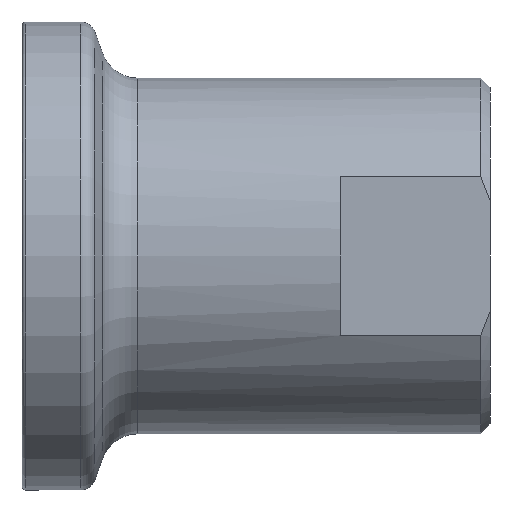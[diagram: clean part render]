
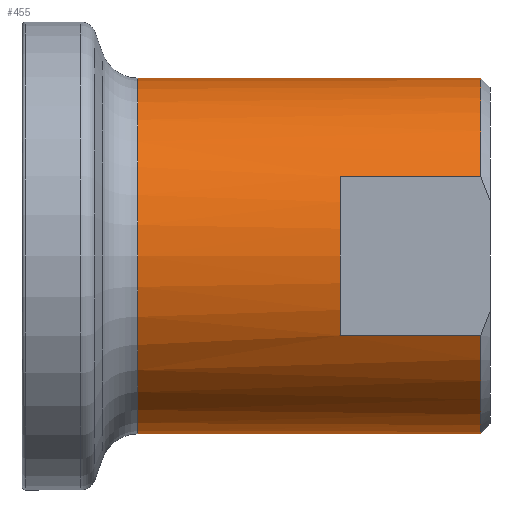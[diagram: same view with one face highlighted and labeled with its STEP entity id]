
A CAD part, front view. The second image highlights one B-rep face of the part: STEP entity #455.
In plain terms, the highlighted cylindrical face has radius 9.5 mm (diameter 19 mm), a partial arc.
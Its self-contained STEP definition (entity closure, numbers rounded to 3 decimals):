
#25 = ORIENTED_EDGE ( 'NONE', *, *, #162, .T. ) ;
#27 = ORIENTED_EDGE ( 'NONE', *, *, #90, .T. ) ;
#32 = ORIENTED_EDGE ( 'NONE', *, *, #1031, .T. ) ;
#50 = CARTESIAN_POINT ( 'NONE',  ( 17., 0., 0. ) ) ;
#90 = EDGE_CURVE ( 'NONE', #918, #1210, #570, .T. ) ;
#92 = DIRECTION ( 'NONE',  ( 1., 0., 0. ) ) ;
#111 = LINE ( 'NONE', #199, #156 ) ;
#130 = CARTESIAN_POINT ( 'NONE',  ( 0., -8.5, -4.243 ) ) ;
#151 = VECTOR ( 'NONE', #92, 1000. ) ;
#156 = VECTOR ( 'NONE', #484, 1000. ) ;
#158 = VERTEX_POINT ( 'NONE', #1137 ) ;
#161 = ORIENTED_EDGE ( 'NONE', *, *, #386, .F. ) ;
#162 = EDGE_CURVE ( 'NONE', #904, #158, #456, .T. ) ;
#199 = CARTESIAN_POINT ( 'NONE',  ( 0., 0., 9.5 ) ) ;
#200 = EDGE_CURVE ( 'NONE', #1210, #449, #1037, .T. ) ;
#215 = LINE ( 'NONE', #870, #1206 ) ;
#238 = CARTESIAN_POINT ( 'NONE',  ( 17., -8.5, -4.243 ) ) ;
#263 = ORIENTED_EDGE ( 'NONE', *, *, #664, .F. ) ;
#342 = CARTESIAN_POINT ( 'NONE',  ( 24.5, -8.5, 4.243 ) ) ;
#363 = DIRECTION ( 'NONE',  ( 0., 0., 1. ) ) ;
#364 = CARTESIAN_POINT ( 'NONE',  ( 24.5, 0., -9.5 ) ) ;
#377 = CARTESIAN_POINT ( 'NONE',  ( 24.5, 0., 9.5 ) ) ;
#383 = CYLINDRICAL_SURFACE ( 'NONE', #920, 9.5 ) ;
#386 = EDGE_CURVE ( 'NONE', #409, #1131, #518, .T. ) ;
#409 = VERTEX_POINT ( 'NONE', #1233 ) ;
#434 = CARTESIAN_POINT ( 'NONE',  ( 6.192, 0., 9.5 ) ) ;
#449 = VERTEX_POINT ( 'NONE', #377 ) ;
#455 = ADVANCED_FACE ( 'NONE', ( #1248 ), #383, .T. ) ;
#456 = CIRCLE ( 'NONE', #877, 9.5 ) ;
#469 = CARTESIAN_POINT ( 'NONE',  ( 24.5, 0., 0. ) ) ;
#471 = DIRECTION ( 'NONE',  ( 0., 0., 1. ) ) ;
#484 = DIRECTION ( 'NONE',  ( -1., 0., 0. ) ) ;
#486 = DIRECTION ( 'NONE',  ( -1., 0., 0. ) ) ;
#518 = CIRCLE ( 'NONE', #723, 9.5 ) ;
#570 = LINE ( 'NONE', #668, #151 ) ;
#585 = EDGE_CURVE ( 'NONE', #158, #697, #606, .T. ) ;
#606 = LINE ( 'NONE', #130, #1005 ) ;
#635 = ORIENTED_EDGE ( 'NONE', *, *, #200, .T. ) ;
#654 = ORIENTED_EDGE ( 'NONE', *, *, #1204, .T. ) ;
#664 = EDGE_CURVE ( 'NONE', #904, #409, #215, .T. ) ;
#668 = CARTESIAN_POINT ( 'NONE',  ( 0., -8.5, 4.243 ) ) ;
#675 = DIRECTION ( 'NONE',  ( -1., 0., 0. ) ) ;
#697 = VERTEX_POINT ( 'NONE', #238 ) ;
#723 = AXIS2_PLACEMENT_3D ( 'NONE', #944, #675, #1149 ) ;
#808 = DIRECTION ( 'NONE',  ( -1., 0., 0. ) ) ;
#823 = DIRECTION ( 'NONE',  ( -1., 0., 0. ) ) ;
#864 = CARTESIAN_POINT ( 'NONE',  ( 17., -8.5, 4.243 ) ) ;
#870 = CARTESIAN_POINT ( 'NONE',  ( 0., 0., -9.5 ) ) ;
#877 = AXIS2_PLACEMENT_3D ( 'NONE', #1129, #1226, #363 ) ;
#880 = DIRECTION ( 'NONE',  ( -1., 0., 0. ) ) ;
#883 = AXIS2_PLACEMENT_3D ( 'NONE', #469, #880, #894 ) ;
#894 = DIRECTION ( 'NONE',  ( 0., 0., 1. ) ) ;
#904 = VERTEX_POINT ( 'NONE', #364 ) ;
#918 = VERTEX_POINT ( 'NONE', #864 ) ;
#920 = AXIS2_PLACEMENT_3D ( 'NONE', #1141, #950, #471 ) ;
#944 = CARTESIAN_POINT ( 'NONE',  ( 6.192, 0., 0. ) ) ;
#950 = DIRECTION ( 'NONE',  ( -1., 0., 0. ) ) ;
#998 = EDGE_LOOP ( 'NONE', ( #263, #25, #1173, #654, #27, #635, #32, #161 ) ) ;
#1005 = VECTOR ( 'NONE', #808, 1000. ) ;
#1031 = EDGE_CURVE ( 'NONE', #449, #1131, #111, .T. ) ;
#1037 = CIRCLE ( 'NONE', #883, 9.5 ) ;
#1129 = CARTESIAN_POINT ( 'NONE',  ( 24.5, 0., 0. ) ) ;
#1131 = VERTEX_POINT ( 'NONE', #434 ) ;
#1137 = CARTESIAN_POINT ( 'NONE',  ( 24.5, -8.5, -4.243 ) ) ;
#1141 = CARTESIAN_POINT ( 'NONE',  ( 0., 0., 0. ) ) ;
#1145 = CIRCLE ( 'NONE', #1245, 9.5 ) ;
#1149 = DIRECTION ( 'NONE',  ( 0., 0., 1. ) ) ;
#1173 = ORIENTED_EDGE ( 'NONE', *, *, #585, .T. ) ;
#1204 = EDGE_CURVE ( 'NONE', #697, #918, #1145, .T. ) ;
#1206 = VECTOR ( 'NONE', #486, 1000. ) ;
#1210 = VERTEX_POINT ( 'NONE', #342 ) ;
#1211 = DIRECTION ( 'NONE',  ( 0., 0., 1. ) ) ;
#1226 = DIRECTION ( 'NONE',  ( -1., 0., 0. ) ) ;
#1233 = CARTESIAN_POINT ( 'NONE',  ( 6.192, 0., -9.5 ) ) ;
#1245 = AXIS2_PLACEMENT_3D ( 'NONE', #50, #823, #1211 ) ;
#1248 = FACE_OUTER_BOUND ( 'NONE', #998, .T. ) ;
